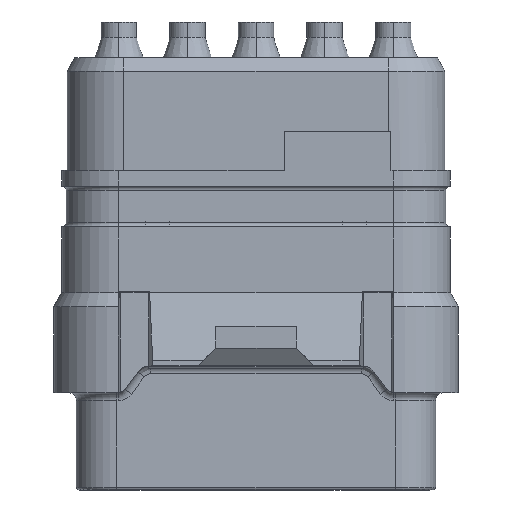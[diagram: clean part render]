
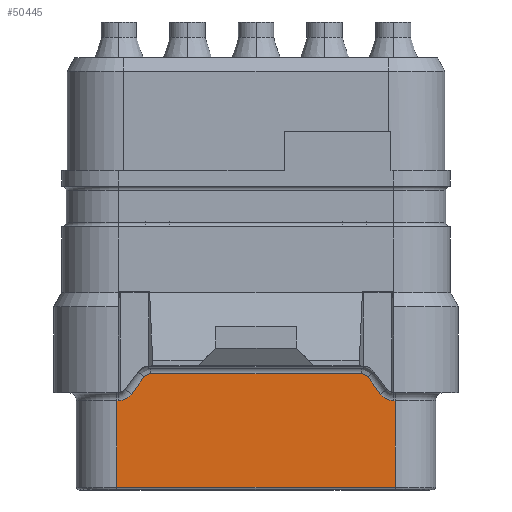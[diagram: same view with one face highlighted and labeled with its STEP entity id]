
A CAD part, front view. The second image highlights one B-rep face of the part: STEP entity #50445.
In plain terms, the highlighted planar face has unit normal (0, -1, 0).
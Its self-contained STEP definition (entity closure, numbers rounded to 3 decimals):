
#6650=DIRECTION('',(-1.,0.,0.));
#6651=VECTOR('',#6650,10.32);
#6652=CARTESIAN_POINT('',(5.16,-5.81,-11.74));
#6653=LINE('',#6652,#6651);
#6822=DIRECTION('',(-1.,0.,0.));
#6823=VECTOR('',#6822,0.06);
#6824=CARTESIAN_POINT('',(5.16,-5.81,-8.53));
#6825=LINE('',#6824,#6823);
#6826=DIRECTION('',(0.,0.,-1.));
#6827=VECTOR('',#6826,3.21);
#6828=CARTESIAN_POINT('',(5.16,-5.81,-8.53));
#6829=LINE('',#6828,#6827);
#6835=DIRECTION('',(-1.,0.,0.));
#6836=VECTOR('',#6835,0.06);
#6837=CARTESIAN_POINT('',(-5.1,-5.81,-8.53));
#6838=LINE('',#6837,#6836);
#6891=DIRECTION('',(0.,0.,-1.));
#6892=VECTOR('',#6891,3.21);
#6893=CARTESIAN_POINT('',(-5.16,-5.81,-8.53));
#6894=LINE('',#6893,#6892);
#7551=CARTESIAN_POINT('',(5.1,-5.81,-7.93));
#7552=DIRECTION('',(0.,1.,0.));
#7553=DIRECTION('',(0.,0.,-1.));
#7554=AXIS2_PLACEMENT_3D('',#7551,#7552,#7553);
#7570=DIRECTION('',(-0.6,0.,0.8));
#7571=VECTOR('',#7570,0.8);
#7572=CARTESIAN_POINT('',(4.62,-5.81,-8.29));
#7573=LINE('',#7572,#7571);
#7588=CARTESIAN_POINT('',(3.9,-5.81,-7.83));
#7589=DIRECTION('',(0.,-1.,0.));
#7590=DIRECTION('',(0.8,0.,0.6));
#7591=AXIS2_PLACEMENT_3D('',#7588,#7589,#7590);
#7646=CARTESIAN_POINT('',(-3.9,-5.81,-7.83));
#7647=DIRECTION('',(0.,-1.,0.));
#7648=DIRECTION('',(0.,0.,1.));
#7649=AXIS2_PLACEMENT_3D('',#7646,#7647,#7648);
#7721=DIRECTION('',(-1.,0.,0.));
#7722=VECTOR('',#7721,7.8);
#7723=CARTESIAN_POINT('',(3.9,-5.81,-7.53));
#7724=LINE('',#7723,#7722);
#7734=DIRECTION('',(-0.6,0.,-0.8));
#7735=VECTOR('',#7734,0.8);
#7736=CARTESIAN_POINT('',(-4.14,-5.81,-7.65));
#7737=LINE('',#7736,#7735);
#7771=CARTESIAN_POINT('',(-5.1,-5.81,-7.93));
#7772=DIRECTION('',(0.,1.,0.));
#7773=DIRECTION('',(0.8,0.,-0.6));
#7774=AXIS2_PLACEMENT_3D('',#7771,#7772,#7773);
#36316=CARTESIAN_POINT('',(5.16,-5.81,-11.74));
#36317=VERTEX_POINT('',#36316);
#36320=CARTESIAN_POINT('',(-5.16,-5.81,-11.74));
#36321=VERTEX_POINT('',#36320);
#36398=CARTESIAN_POINT('',(-5.16,-5.81,-8.53));
#36399=VERTEX_POINT('',#36398);
#36400=CARTESIAN_POINT('',(-5.1,-5.81,-8.53));
#36401=VERTEX_POINT('',#36400);
#36402=CARTESIAN_POINT('',(-4.62,-5.81,-8.29));
#36403=VERTEX_POINT('',#36402);
#36408=CARTESIAN_POINT('',(-4.14,-5.81,-7.65));
#36409=VERTEX_POINT('',#36408);
#36410=CARTESIAN_POINT('',(-3.9,-5.81,-7.53));
#36411=VERTEX_POINT('',#36410);
#36412=CARTESIAN_POINT('',(3.9,-5.81,-7.53));
#36413=VERTEX_POINT('',#36412);
#36414=CARTESIAN_POINT('',(4.14,-5.81,-7.65));
#36415=VERTEX_POINT('',#36414);
#36420=CARTESIAN_POINT('',(4.62,-5.81,-8.29));
#36421=VERTEX_POINT('',#36420);
#36422=CARTESIAN_POINT('',(5.1,-5.81,-8.53));
#36423=VERTEX_POINT('',#36422);
#36424=CARTESIAN_POINT('',(5.16,-5.81,-8.53));
#36425=VERTEX_POINT('',#36424);
#50417=CARTESIAN_POINT('',(5.16,-5.81,-8.23));
#50418=DIRECTION('',(0.,-1.,0.));
#50419=DIRECTION('',(-1.,0.,0.));
#50420=AXIS2_PLACEMENT_3D('',#50417,#50418,#50419);
#50421=PLANE('',#50420);
#50423=ORIENTED_EDGE('',*,*,#50422,.F.);
#50425=ORIENTED_EDGE('',*,*,#50424,.F.);
#50427=ORIENTED_EDGE('',*,*,#50426,.F.);
#50429=ORIENTED_EDGE('',*,*,#50428,.F.);
#50431=ORIENTED_EDGE('',*,*,#50430,.F.);
#50433=ORIENTED_EDGE('',*,*,#50432,.F.);
#50435=ORIENTED_EDGE('',*,*,#50434,.F.);
#50437=ORIENTED_EDGE('',*,*,#50436,.F.);
#50438=ORIENTED_EDGE('',*,*,#50410,.F.);
#50439=ORIENTED_EDGE('',*,*,#50385,.T.);
#50440=ORIENTED_EDGE('',*,*,#50213,.T.);
#50442=ORIENTED_EDGE('',*,*,#50441,.F.);
#50443=EDGE_LOOP('',(#50423,#50425,#50427,#50429,#50431,#50433,#50435,#50437,
#50438,#50439,#50440,#50442));
#50444=FACE_OUTER_BOUND('',#50443,.F.);
#50445=ADVANCED_FACE('',(#50444),#50421,.T.);
#7555=CIRCLE('',#7554,0.6);
#7592=CIRCLE('',#7591,0.3);
#7650=CIRCLE('',#7649,0.3);
#7775=CIRCLE('',#7774,0.6);
#50213=EDGE_CURVE('',#36317,#36321,#6653,.T.);
#50385=EDGE_CURVE('',#36425,#36317,#6829,.T.);
#50410=EDGE_CURVE('',#36425,#36423,#6825,.T.);
#50422=EDGE_CURVE('',#36401,#36399,#6838,.T.);
#50424=EDGE_CURVE('',#36403,#36401,#7775,.T.);
#50426=EDGE_CURVE('',#36409,#36403,#7737,.T.);
#50428=EDGE_CURVE('',#36411,#36409,#7650,.T.);
#50430=EDGE_CURVE('',#36413,#36411,#7724,.T.);
#50432=EDGE_CURVE('',#36415,#36413,#7592,.T.);
#50434=EDGE_CURVE('',#36421,#36415,#7573,.T.);
#50436=EDGE_CURVE('',#36423,#36421,#7555,.T.);
#50441=EDGE_CURVE('',#36399,#36321,#6894,.T.);
